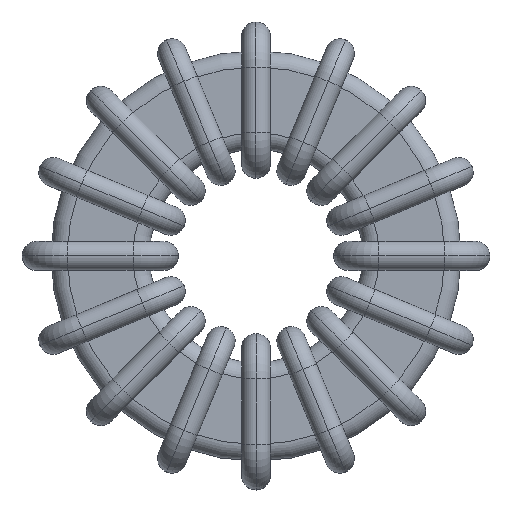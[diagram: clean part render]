
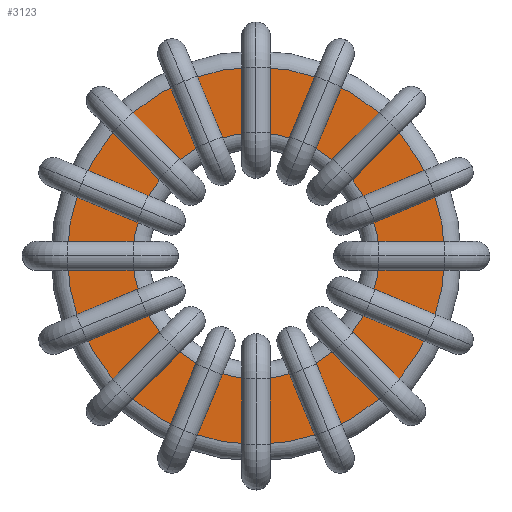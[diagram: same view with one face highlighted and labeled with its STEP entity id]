
A CAD part, top view. The second image highlights one B-rep face of the part: STEP entity #3123.
In plain terms, the highlighted planar face has unit normal (0, 0, 1).
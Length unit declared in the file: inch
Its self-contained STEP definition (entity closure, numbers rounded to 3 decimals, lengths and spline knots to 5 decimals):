
#966 = CARTESIAN_POINT ( 'NONE',  ( 0., 0., 0.397 ) ) ;
#1051 = DIRECTION ( 'NONE',  ( 0., 0., 1. ) ) ;
#1061 = CIRCLE ( 'NONE', #7498, 0.347 ) ;
#1074 = ORIENTED_EDGE ( 'NONE', *, *, #8790, .F. ) ;
#1443 = VERTEX_POINT ( 'NONE', #4595 ) ;
#1460 = CIRCLE ( 'NONE', #10575, 0.226 ) ;
#1581 = EDGE_LOOP ( 'NONE', ( #6394, #1074 ) ) ;
#1967 = DIRECTION ( 'NONE',  ( 1., 0., 0. ) ) ;
#2148 = FACE_BOUND ( 'NONE', #1581, .T. ) ;
#2632 = VERTEX_POINT ( 'NONE', #9269 ) ;
#2693 = CARTESIAN_POINT ( 'NONE',  ( 0.226, 0., 0.397 ) ) ;
#2888 = EDGE_CURVE ( 'NONE', #9856, #1443, #1061, .T. ) ;
#2903 = DIRECTION ( 'NONE',  ( 0., 0., 1. ) ) ;
#3123 = ADVANCED_FACE ( 'NONE', ( #2148, #7266 ), #8767, .T. ) ;
#3817 = EDGE_CURVE ( 'NONE', #1443, #9856, #7394, .T. ) ;
#3994 = DIRECTION ( 'NONE',  ( 0., 0., 1. ) ) ;
#4595 = CARTESIAN_POINT ( 'NONE',  ( -0.347, 0., 0.397 ) ) ;
#4657 = CARTESIAN_POINT ( 'NONE',  ( 0.347, 0., 0.397 ) ) ;
#5530 = DIRECTION ( 'NONE',  ( 0., 0., 1. ) ) ;
#6394 = ORIENTED_EDGE ( 'NONE', *, *, #11695, .F. ) ;
#6842 = CARTESIAN_POINT ( 'NONE',  ( 0.226, 0., 0.397 ) ) ;
#6962 = EDGE_LOOP ( 'NONE', ( #9612, #9469 ) ) ;
#7266 = FACE_OUTER_BOUND ( 'NONE', #6962, .T. ) ;
#7389 = AXIS2_PLACEMENT_3D ( 'NONE', #9781, #3994, #10724 ) ;
#7394 = CIRCLE ( 'NONE', #7389, 0.347 ) ;
#7498 = AXIS2_PLACEMENT_3D ( 'NONE', #11293, #5530, #12239 ) ;
#7748 = DIRECTION ( 'NONE',  ( 0., 0., 1. ) ) ;
#7838 = DIRECTION ( 'NONE',  ( 1., 0., 0. ) ) ;
#8691 = CARTESIAN_POINT ( 'NONE',  ( 0., 0., 0.397 ) ) ;
#8767 = PLANE ( 'NONE',  #10503 ) ;
#8790 = EDGE_CURVE ( 'NONE', #2632, #9304, #9473, .T. ) ;
#9269 = CARTESIAN_POINT ( 'NONE',  ( -0.226, 0., 0.397 ) ) ;
#9304 = VERTEX_POINT ( 'NONE', #2693 ) ;
#9469 = ORIENTED_EDGE ( 'NONE', *, *, #3817, .T. ) ;
#9473 = CIRCLE ( 'NONE', #10471, 0.226 ) ;
#9612 = ORIENTED_EDGE ( 'NONE', *, *, #2888, .T. ) ;
#9648 = DIRECTION ( 'NONE',  ( 1., 0., 0. ) ) ;
#9781 = CARTESIAN_POINT ( 'NONE',  ( 0., 0., 0.397 ) ) ;
#9856 = VERTEX_POINT ( 'NONE', #4657 ) ;
#10471 = AXIS2_PLACEMENT_3D ( 'NONE', #8691, #2903, #9648 ) ;
#10503 = AXIS2_PLACEMENT_3D ( 'NONE', #6842, #1051, #7838 ) ;
#10575 = AXIS2_PLACEMENT_3D ( 'NONE', #966, #7748, #1967 ) ;
#10724 = DIRECTION ( 'NONE',  ( 1., 0., 0. ) ) ;
#11293 = CARTESIAN_POINT ( 'NONE',  ( 0., 0., 0.397 ) ) ;
#11695 = EDGE_CURVE ( 'NONE', #9304, #2632, #1460, .T. ) ;
#12239 = DIRECTION ( 'NONE',  ( 1., 0., 0. ) ) ;
